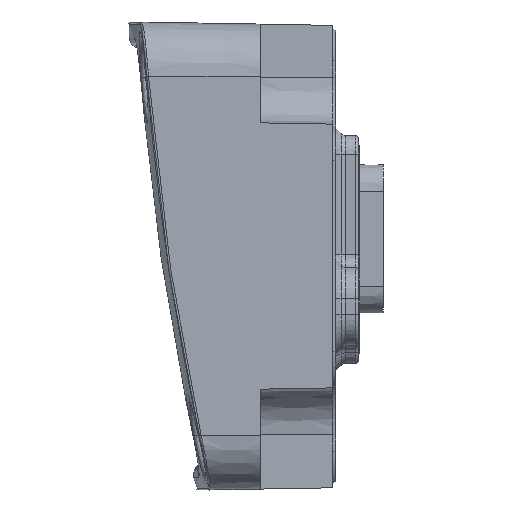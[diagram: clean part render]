
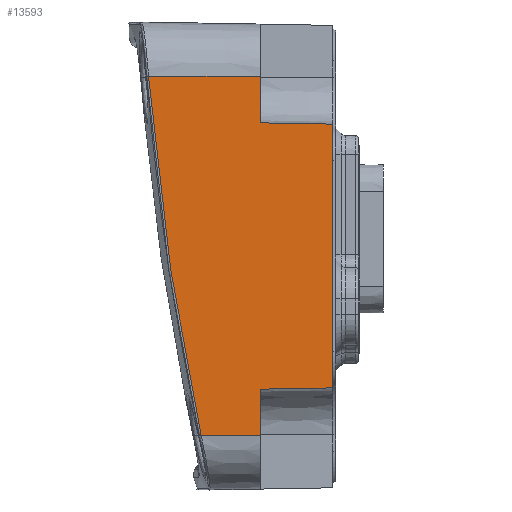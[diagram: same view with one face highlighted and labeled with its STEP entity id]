
A CAD part, left-side view. The second image highlights one B-rep face of the part: STEP entity #13593.
In plain terms, the highlighted face is a extrusion surface.
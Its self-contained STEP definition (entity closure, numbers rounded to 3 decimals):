
#2949=CARTESIAN_POINT('',(-34.147,90.614,8.557));
#2975=CARTESIAN_POINT('',(-33.993,81.791,8.557));
#2987=DIRECTION('',(-0.017,1.,0.));
#2988=VECTOR('',#2987,8.824);
#2989=CARTESIAN_POINT('',(-33.993,81.791,8.557));
#2990=LINE('',#2989,#2988);
#3206=CARTESIAN_POINT('',(-34.147,86.463,
-19.757));
#3208=DIRECTION('',(0.017,-1.,0.));
#3209=VECTOR('',#3208,4.672);
#3210=CARTESIAN_POINT('',(-34.147,86.463,
-19.757));
#3211=LINE('',#3210,#3209);
#3222=CARTESIAN_POINT('',(-34.066,81.791,
-19.757));
#3228=CARTESIAN_POINT('',(-34.147,86.463,
-19.757));
#3229=CARTESIAN_POINT('',(-34.147,86.633,
-18.968));
#3230=CARTESIAN_POINT('',(-34.147,86.959,
-17.413));
#3231=CARTESIAN_POINT('',(-34.147,87.385,
-15.273));
#3232=CARTESIAN_POINT('',(-34.147,87.802,
-13.06));
#3233=CARTESIAN_POINT('',(-34.147,88.221,
-10.699));
#3234=CARTESIAN_POINT('',(-34.147,88.652,
-8.093));
#3235=CARTESIAN_POINT('',(-34.147,89.078,
-5.295));
#3236=CARTESIAN_POINT('',(-34.147,89.506,
-2.186));
#3237=CARTESIAN_POINT('',(-34.147,89.875,
0.829));
#3238=CARTESIAN_POINT('',(-34.147,90.182,3.67));
#3239=CARTESIAN_POINT('',(-34.147,90.43,6.287));
#3240=CARTESIAN_POINT('',(-34.147,90.558,7.835));
#3241=CARTESIAN_POINT('',(-34.147,90.614,8.557));
#3243=CARTESIAN_POINT('',(-33.993,81.791,8.557));
#3244=CARTESIAN_POINT('',(-33.994,81.791,8.142));
#3245=CARTESIAN_POINT('',(-33.995,81.791,7.317));
#3246=CARTESIAN_POINT('',(-33.997,81.791,6.097));
#3247=CARTESIAN_POINT('',(-33.998,81.791,5.295));
#3248=CARTESIAN_POINT('',(-33.999,81.791,4.897));
#3250=CARTESIAN_POINT('',(-33.9,76.091,4.797));
#3251=CARTESIAN_POINT('',(-33.933,77.991,4.83));
#3252=CARTESIAN_POINT('',(-33.966,79.891,4.863));
#3253=CARTESIAN_POINT('',(-33.999,81.791,4.897));
#3255=CARTESIAN_POINT('',(-33.9,76.091,4.797));
#3256=CARTESIAN_POINT('',(-33.904,76.091,2.332));
#3257=CARTESIAN_POINT('',(-33.913,76.091,-2.493));
#3258=CARTESIAN_POINT('',(-33.931,76.091,-9.344));
#3259=CARTESIAN_POINT('',(-33.945,76.091,-13.805));
#3260=CARTESIAN_POINT('',(-33.953,76.091,-15.997));
#3262=CARTESIAN_POINT('',(-33.953,76.091,-15.997));
#3263=CARTESIAN_POINT('',(-33.986,77.991,
-16.03));
#3264=CARTESIAN_POINT('',(-34.019,79.891,
-16.063));
#3265=CARTESIAN_POINT('',(-34.053,81.791,-16.097));
#3267=CARTESIAN_POINT('',(-34.053,81.791,-16.097));
#3268=CARTESIAN_POINT('',(-34.054,81.791,-16.516));
#3269=CARTESIAN_POINT('',(-34.057,81.791,
-17.348));
#3270=CARTESIAN_POINT('',(-34.061,81.791,
-18.568));
#3271=CARTESIAN_POINT('',(-34.064,81.791,
-19.364));
#3272=CARTESIAN_POINT('',(-34.066,81.791,
-19.757));
#7868=CARTESIAN_POINT('',(-33.9,76.091,4.797));
#7869=VERTEX_POINT('',#7868);
#7870=CARTESIAN_POINT('',(-33.953,76.091,-15.997));
#7871=VERTEX_POINT('',#7870);
#7887=VERTEX_POINT('',#3222);
#7888=VERTEX_POINT('',#2975);
#7894=VERTEX_POINT('',#3248);
#7895=VERTEX_POINT('',#3267);
#7900=VERTEX_POINT('',#2949);
#7913=VERTEX_POINT('',#3206);
#13568=CARTESIAN_POINT('',(-34.151,86.611,
-20.041));
#13569=CARTESIAN_POINT('',(-34.151,86.611,
-19.947));
#13570=CARTESIAN_POINT('',(-34.143,86.611,
-17.908));
#13571=CARTESIAN_POINT('',(-34.128,86.611,
-13.712));
#13572=CARTESIAN_POINT('',(-34.108,86.611,
-7.021));
#13573=CARTESIAN_POINT('',(-34.091,86.612,
0.336));
#13574=CARTESIAN_POINT('',(-34.081,86.612,
5.826));
#13575=CARTESIAN_POINT('',(-34.077,86.612,
8.747));
#13576=CARTESIAN_POINT('',(-34.077,86.612,
8.841));
#13578=DIRECTION('',(-0.017,1.,0.));
#13579=VECTOR('',#13578,1.);
#13580=SURFACE_OF_LINEAR_EXTRUSION('',#13577,#13579);
#13581=ORIENTED_EDGE('',*,*,#13147,.T.);
#13582=ORIENTED_EDGE('',*,*,#13303,.F.);
#13583=ORIENTED_EDGE('',*,*,#13370,.T.);
#13585=ORIENTED_EDGE('',*,*,#13584,.F.);
#13586=ORIENTED_EDGE('',*,*,#11996,.T.);
#13588=ORIENTED_EDGE('',*,*,#13587,.T.);
#13589=ORIENTED_EDGE('',*,*,#13387,.T.);
#13590=ORIENTED_EDGE('',*,*,#13561,.F.);
#13591=EDGE_LOOP('',(#13581,#13582,#13583,#13585,#13586,#13588,#13589,#13590));
#13592=FACE_OUTER_BOUND('',#13591,.F.);
#13593=ADVANCED_FACE('',(#13592),#13580,.T.);
#3242=B_SPLINE_CURVE_WITH_KNOTS('',3,(#3228,#3229,#3230,#3231,#3232,#3233,#3234,
#3235,#3236,#3237,#3238,#3239,#3240,#3241),.UNSPECIFIED.,.F.,.F.,(4,1,1,1,1,1,1,
1,1,1,1,4),(0.,0.091,0.182,0.273,
0.364,0.455,0.545,0.636,
0.727,0.818,0.909,1.),.UNSPECIFIED.);
#3249=B_SPLINE_CURVE_WITH_KNOTS('',3,(#3243,#3244,#3245,#3246,#3247,#3248),
.UNSPECIFIED.,.F.,.F.,(4,1,1,4),(0.,0.333,0.667,1.),
.UNSPECIFIED.);
#3254=B_SPLINE_CURVE_WITH_KNOTS('',3,(#3250,#3251,#3252,#3253),.UNSPECIFIED.,
.F.,.F.,(4,4),(0.,1.),.UNSPECIFIED.);
#3261=B_SPLINE_CURVE_WITH_KNOTS('',3,(#3255,#3256,#3257,#3258,#3259,#3260),
.UNSPECIFIED.,.F.,.F.,(4,1,1,4),(0.,0.333,0.667,1.),
.UNSPECIFIED.);
#3266=B_SPLINE_CURVE_WITH_KNOTS('',3,(#3262,#3263,#3264,#3265),.UNSPECIFIED.,
.F.,.F.,(4,4),(0.,1.),.UNSPECIFIED.);
#3273=B_SPLINE_CURVE_WITH_KNOTS('',3,(#3267,#3268,#3269,#3270,#3271,#3272),
.UNSPECIFIED.,.F.,.F.,(4,1,1,4),(0.,0.333,0.667,1.),
.UNSPECIFIED.);
#11996=EDGE_CURVE('',#7869,#7871,#3261,.T.);
#13147=EDGE_CURVE('',#7913,#7900,#3242,.T.);
#13303=EDGE_CURVE('',#7888,#7900,#2990,.T.);
#13370=EDGE_CURVE('',#7888,#7894,#3249,.T.);
#13387=EDGE_CURVE('',#7895,#7887,#3273,.T.);
#13561=EDGE_CURVE('',#7913,#7887,#3211,.T.);
#13577=B_SPLINE_CURVE_WITH_KNOTS('',3,(#13568,#13569,#13570,#13571,#13572,
#13573,#13574,#13575,#13576),.UNSPECIFIED.,.F.,.F.,(4,1,1,1,1,1,4),(0.,
0.012,0.257,0.502,0.747,
0.992,1.),.UNSPECIFIED.);
#13584=EDGE_CURVE('',#7869,#7894,#3254,.T.);
#13587=EDGE_CURVE('',#7871,#7895,#3266,.T.);
